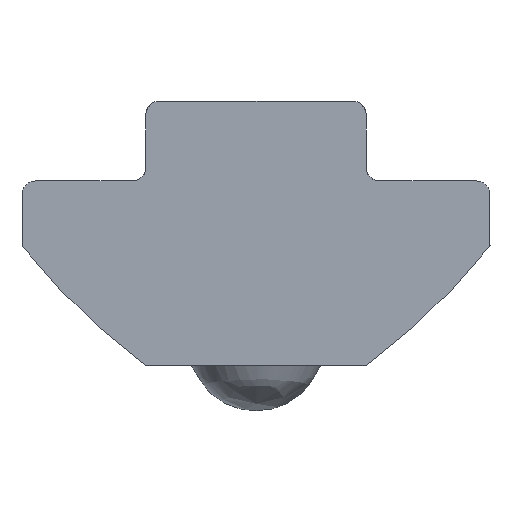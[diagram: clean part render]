
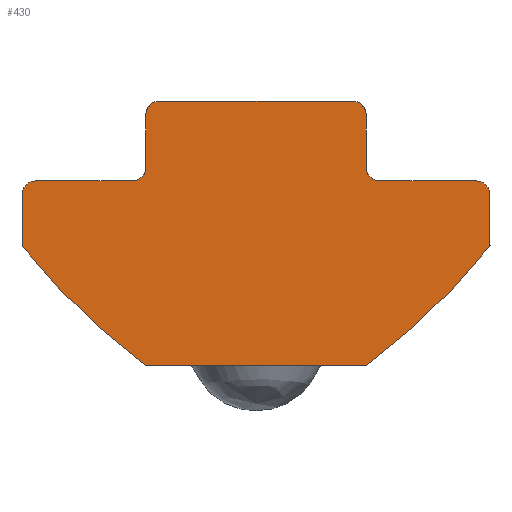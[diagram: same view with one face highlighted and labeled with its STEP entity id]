
A CAD part, left-side view. The second image highlights one B-rep face of the part: STEP entity #430.
In plain terms, the highlighted planar face has unit normal (-1, 0, 0).
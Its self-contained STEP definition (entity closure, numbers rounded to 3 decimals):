
#5 = ORIENTED_EDGE ( 'NONE', *, *, #1039, .F. ) ;
#10 = EDGE_CURVE ( 'NONE', #470, #822, #465, .T. ) ;
#23 = CARTESIAN_POINT ( 'NONE',  ( -7., 8., -2.9 ) ) ;
#31 = CARTESIAN_POINT ( 'NONE',  ( -7., -3.5, -0.5 ) ) ;
#37 = DIRECTION ( 'NONE',  ( 1., 0., 0. ) ) ;
#39 = CARTESIAN_POINT ( 'NONE',  ( -7., 8., -3.4 ) ) ;
#42 = CARTESIAN_POINT ( 'NONE',  ( -7., -4.5, -2.4 ) ) ;
#43 = LINE ( 'NONE', #1056, #222 ) ;
#47 = ORIENTED_EDGE ( 'NONE', *, *, #173, .F. ) ;
#49 = VERTEX_POINT ( 'NONE', #513 ) ;
#75 = DIRECTION ( 'NONE',  ( 0., 0., -1. ) ) ;
#79 = EDGE_LOOP ( 'NONE', ( #346, #1100, #1142, #624, #116, #891, #1101, #1007, #5, #47, #765, #349, #380, #571, #171, #760 ) ) ;
#81 = CARTESIAN_POINT ( 'NONE',  ( -7., -3.5, -0.5 ) ) ;
#90 = VERTEX_POINT ( 'NONE', #445 ) ;
#106 = DIRECTION ( 'NONE',  ( 0., 0., -1. ) ) ;
#116 = ORIENTED_EDGE ( 'NONE', *, *, #565, .F. ) ;
#141 = CARTESIAN_POINT ( 'NONE',  ( -7., -3.5, -2.9 ) ) ;
#142 = AXIS2_PLACEMENT_3D ( 'NONE', #42, #525, #966 ) ;
#148 = LINE ( 'NONE', #1123, #593 ) ;
#171 = ORIENTED_EDGE ( 'NONE', *, *, #922, .F. ) ;
#173 = EDGE_CURVE ( 'NONE', #454, #1080, #671, .T. ) ;
#180 = LINE ( 'NONE', #629, #362 ) ;
#208 = CARTESIAN_POINT ( 'NONE',  ( -7., 4.5, -2.9 ) ) ;
#217 = DIRECTION ( 'NONE',  ( 0., 0., -1. ) ) ;
#219 = CIRCLE ( 'NONE', #911, 24.5 ) ;
#220 = VECTOR ( 'NONE', #1055, 1000. ) ;
#222 = VECTOR ( 'NONE', #1194, 1000. ) ;
#227 = CARTESIAN_POINT ( 'NONE',  ( -7., 8.5, -3.4 ) ) ;
#237 = CARTESIAN_POINT ( 'NONE',  ( -7., -8.5, -3.4 ) ) ;
#254 = CIRCLE ( 'NONE', #744, 0.5 ) ;
#256 = VECTOR ( 'NONE', #1163, 1000. ) ;
#259 = CARTESIAN_POINT ( 'NONE',  ( -7., 3.5, -0.5 ) ) ;
#275 = VERTEX_POINT ( 'NONE', #1099 ) ;
#291 = EDGE_CURVE ( 'NONE', #1191, #275, #148, .T. ) ;
#304 = VERTEX_POINT ( 'NONE', #1127 ) ;
#320 = CARTESIAN_POINT ( 'NONE',  ( -7., 8.5, -0.5 ) ) ;
#326 = LINE ( 'NONE', #962, #477 ) ;
#346 = ORIENTED_EDGE ( 'NONE', *, *, #730, .F. ) ;
#349 = ORIENTED_EDGE ( 'NONE', *, *, #515, .F. ) ;
#362 = VECTOR ( 'NONE', #547, 1000. ) ;
#372 = CIRCLE ( 'NONE', #767, 0.5 ) ;
#380 = ORIENTED_EDGE ( 'NONE', *, *, #582, .T. ) ;
#388 = CIRCLE ( 'NONE', #142, 0.5 ) ;
#401 = PLANE ( 'NONE',  #526 ) ;
#430 = ADVANCED_FACE ( 'NONE', ( #790 ), #401, .F. ) ;
#431 = DIRECTION ( 'NONE',  ( 0., 0., -1. ) ) ;
#435 = VERTEX_POINT ( 'NONE', #23 ) ;
#440 = DIRECTION ( 'NONE',  ( 1., 0., 0. ) ) ;
#445 = CARTESIAN_POINT ( 'NONE',  ( -7., -3.5, 0. ) ) ;
#454 = VERTEX_POINT ( 'NONE', #237 ) ;
#459 = DIRECTION ( 'NONE',  ( 0., 0., -1. ) ) ;
#460 = DIRECTION ( 'NONE',  ( 0., 0., -1. ) ) ;
#465 = LINE ( 'NONE', #880, #256 ) ;
#468 = AXIS2_PLACEMENT_3D ( 'NONE', #39, #873, #431 ) ;
#470 = VERTEX_POINT ( 'NONE', #1161 ) ;
#473 = CARTESIAN_POINT ( 'NONE',  ( -7., -4., -2.4 ) ) ;
#477 = VECTOR ( 'NONE', #606, 1000. ) ;
#478 = DIRECTION ( 'NONE',  ( 0., 0., 1. ) ) ;
#489 = CIRCLE ( 'NONE', #808, 24.5 ) ;
#500 = EDGE_CURVE ( 'NONE', #435, #1035, #661, .T. ) ;
#505 = LINE ( 'NONE', #320, #220 ) ;
#507 = VERTEX_POINT ( 'NONE', #227 ) ;
#512 = EDGE_CURVE ( 'NONE', #1191, #1035, #1168, .T. ) ;
#513 = CARTESIAN_POINT ( 'NONE',  ( -7., -8., -2.9 ) ) ;
#515 = EDGE_CURVE ( 'NONE', #304, #49, #326, .T. ) ;
#525 = DIRECTION ( 'NONE',  ( 1., 0., 0. ) ) ;
#526 = AXIS2_PLACEMENT_3D ( 'NONE', #31, #675, #217 ) ;
#528 = CARTESIAN_POINT ( 'NONE',  ( -7., -10.62, 10.06 ) ) ;
#547 = DIRECTION ( 'NONE',  ( 0., -1., 0. ) ) ;
#557 = CARTESIAN_POINT ( 'NONE',  ( -7., -8.5, -0.5 ) ) ;
#565 = EDGE_CURVE ( 'NONE', #507, #435, #884, .T. ) ;
#567 = DIRECTION ( 'NONE',  ( 1., 0., 0. ) ) ;
#571 = ORIENTED_EDGE ( 'NONE', *, *, #10, .F. ) ;
#581 = VECTOR ( 'NONE', #460, 1000. ) ;
#582 = EDGE_CURVE ( 'NONE', #304, #822, #388, .T. ) ;
#593 = VECTOR ( 'NONE', #478, 1000. ) ;
#606 = DIRECTION ( 'NONE',  ( 0., -1., 0. ) ) ;
#612 = DIRECTION ( 'NONE',  ( 0., -1., 0. ) ) ;
#624 = ORIENTED_EDGE ( 'NONE', *, *, #500, .F. ) ;
#626 = CARTESIAN_POINT ( 'NONE',  ( -7., 4., -9.6 ) ) ;
#629 = CARTESIAN_POINT ( 'NONE',  ( -7., -3.5, 0. ) ) ;
#633 = EDGE_CURVE ( 'NONE', #654, #860, #43, .T. ) ;
#643 = CARTESIAN_POINT ( 'NONE',  ( -7., -4., -9.6 ) ) ;
#650 = AXIS2_PLACEMENT_3D ( 'NONE', #697, #37, #686 ) ;
#654 = VERTEX_POINT ( 'NONE', #626 ) ;
#660 = CIRCLE ( 'NONE', #681, 0.5 ) ;
#661 = LINE ( 'NONE', #141, #1202 ) ;
#671 = LINE ( 'NONE', #557, #581 ) ;
#675 = DIRECTION ( 'NONE',  ( 1., 0., 0. ) ) ;
#681 = AXIS2_PLACEMENT_3D ( 'NONE', #81, #567, #910 ) ;
#686 = DIRECTION ( 'NONE',  ( 0., 0., -1. ) ) ;
#697 = CARTESIAN_POINT ( 'NONE',  ( -7., 4.5, -2.4 ) ) ;
#709 = DIRECTION ( 'NONE',  ( 1., 0., 0. ) ) ;
#723 = EDGE_CURVE ( 'NONE', #748, #90, #180, .T. ) ;
#730 = EDGE_CURVE ( 'NONE', #275, #748, #372, .T. ) ;
#741 = CARTESIAN_POINT ( 'NONE',  ( -7., 8.5, -5.259 ) ) ;
#744 = AXIS2_PLACEMENT_3D ( 'NONE', #1103, #835, #459 ) ;
#748 = VERTEX_POINT ( 'NONE', #800 ) ;
#760 = ORIENTED_EDGE ( 'NONE', *, *, #723, .F. ) ;
#765 = ORIENTED_EDGE ( 'NONE', *, *, #796, .F. ) ;
#767 = AXIS2_PLACEMENT_3D ( 'NONE', #259, #709, #75 ) ;
#790 = FACE_OUTER_BOUND ( 'NONE', #79, .T. ) ;
#796 = EDGE_CURVE ( 'NONE', #49, #454, #254, .T. ) ;
#800 = CARTESIAN_POINT ( 'NONE',  ( -7., 3.5, 0. ) ) ;
#808 = AXIS2_PLACEMENT_3D ( 'NONE', #1134, #1124, #106 ) ;
#822 = VERTEX_POINT ( 'NONE', #473 ) ;
#835 = DIRECTION ( 'NONE',  ( 1., 0., 0. ) ) ;
#849 = VERTEX_POINT ( 'NONE', #741 ) ;
#860 = VERTEX_POINT ( 'NONE', #643 ) ;
#873 = DIRECTION ( 'NONE',  ( 1., 0., 0. ) ) ;
#876 = DIRECTION ( 'NONE',  ( 0., 0., -1. ) ) ;
#880 = CARTESIAN_POINT ( 'NONE',  ( -7., -4., -0.5 ) ) ;
#884 = CIRCLE ( 'NONE', #468, 0.5 ) ;
#891 = ORIENTED_EDGE ( 'NONE', *, *, #1136, .F. ) ;
#910 = DIRECTION ( 'NONE',  ( 0., 0., -1. ) ) ;
#911 = AXIS2_PLACEMENT_3D ( 'NONE', #528, #440, #876 ) ;
#922 = EDGE_CURVE ( 'NONE', #90, #470, #660, .T. ) ;
#962 = CARTESIAN_POINT ( 'NONE',  ( -7., -3.5, -2.9 ) ) ;
#966 = DIRECTION ( 'NONE',  ( 0., 0., -1. ) ) ;
#1007 = ORIENTED_EDGE ( 'NONE', *, *, #633, .T. ) ;
#1035 = VERTEX_POINT ( 'NONE', #208 ) ;
#1039 = EDGE_CURVE ( 'NONE', #1080, #860, #489, .T. ) ;
#1055 = DIRECTION ( 'NONE',  ( 0., 0., 1. ) ) ;
#1056 = CARTESIAN_POINT ( 'NONE',  ( -7., -4., -9.6 ) ) ;
#1071 = CARTESIAN_POINT ( 'NONE',  ( -7., 4., -2.4 ) ) ;
#1080 = VERTEX_POINT ( 'NONE', #1152 ) ;
#1099 = CARTESIAN_POINT ( 'NONE',  ( -7., 4., -0.5 ) ) ;
#1100 = ORIENTED_EDGE ( 'NONE', *, *, #291, .F. ) ;
#1101 = ORIENTED_EDGE ( 'NONE', *, *, #1175, .F. ) ;
#1103 = CARTESIAN_POINT ( 'NONE',  ( -7., -8., -3.4 ) ) ;
#1123 = CARTESIAN_POINT ( 'NONE',  ( -7., 4., -0.5 ) ) ;
#1124 = DIRECTION ( 'NONE',  ( 1., 0., 0. ) ) ;
#1127 = CARTESIAN_POINT ( 'NONE',  ( -7., -4.5, -2.9 ) ) ;
#1134 = CARTESIAN_POINT ( 'NONE',  ( -7., 10.62, 10.06 ) ) ;
#1136 = EDGE_CURVE ( 'NONE', #849, #507, #505, .T. ) ;
#1142 = ORIENTED_EDGE ( 'NONE', *, *, #512, .T. ) ;
#1152 = CARTESIAN_POINT ( 'NONE',  ( -7., -8.5, -5.259 ) ) ;
#1161 = CARTESIAN_POINT ( 'NONE',  ( -7., -4., -0.5 ) ) ;
#1163 = DIRECTION ( 'NONE',  ( 0., 0., -1. ) ) ;
#1168 = CIRCLE ( 'NONE', #650, 0.5 ) ;
#1175 = EDGE_CURVE ( 'NONE', #654, #849, #219, .T. ) ;
#1191 = VERTEX_POINT ( 'NONE', #1071 ) ;
#1194 = DIRECTION ( 'NONE',  ( 0., -1., 0. ) ) ;
#1202 = VECTOR ( 'NONE', #612, 1000. ) ;
